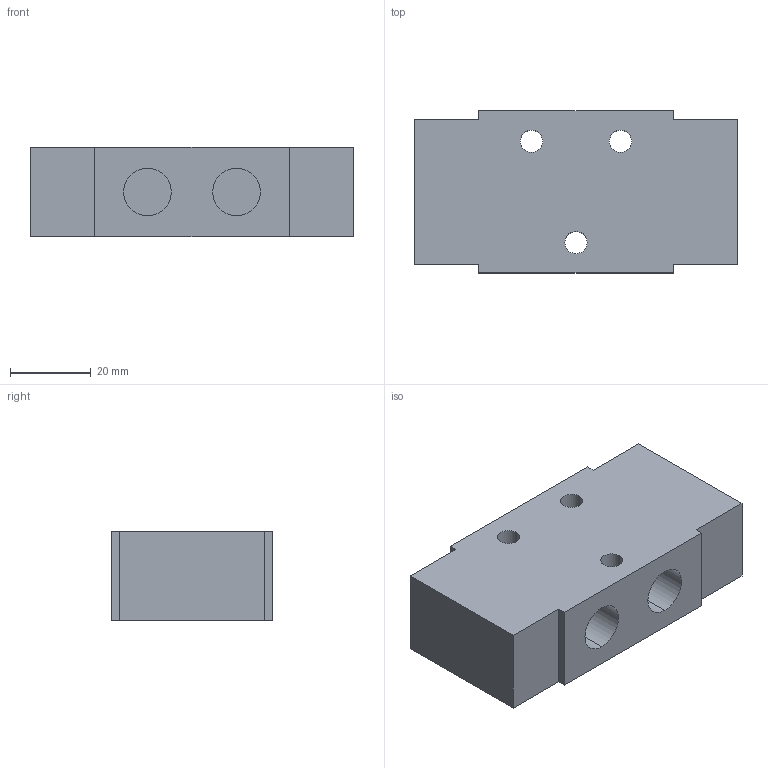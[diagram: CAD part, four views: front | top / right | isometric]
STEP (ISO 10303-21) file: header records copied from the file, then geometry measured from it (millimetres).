
FILE_DESCRIPTION (( 'STEP AP203' ), '1' );
FILE_NAME ('P.320.701.GTT.STEP', '2018-11-22T14:41:19', ( '' ), ( '' ), 'SwSTEP 2.0', 'SolidWorks 2013', '' );
FILE_SCHEMA (( 'CONFIG_CONTROL_DESIGN' ));
Length unit declared in the file: millimetre
Products named in the file (1): P.320.701.GTT
Bounding box: 80 x 40 x 22 mm (x, y, z)
Volume: 60909.7 mm3; surface area: 14300.5 mm2
Topology: 1 solids, 1 shells, 35 faces, 84 edges, 56 vertices
Faces by surface type: plane 19, cylinder 16
Entity records: 1119 total; most frequent: DIRECTION 188, CARTESIAN_POINT 176, ORIENTED_EDGE 168, EDGE_CURVE 84, AXIS2_PLACEMENT_3D 68, VERTEX_POINT 56, LINE 52, VECTOR 52
